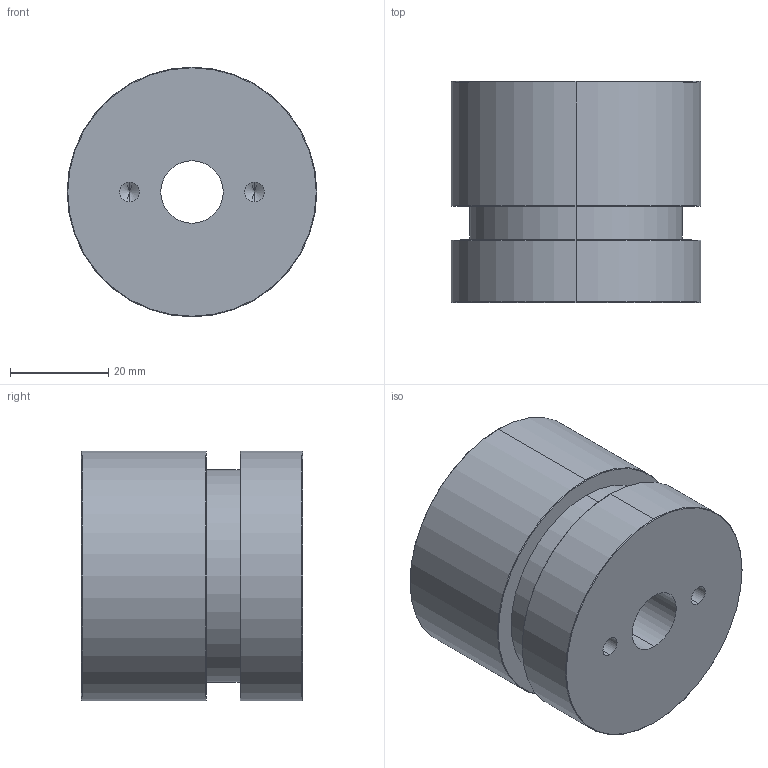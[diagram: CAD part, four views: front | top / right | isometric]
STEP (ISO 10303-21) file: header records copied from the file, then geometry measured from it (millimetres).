
FILE_DESCRIPTION (( 'STEP AP214' ), '1' );
FILE_NAME ('HVCM-051-025-013-01-solid.STEP', '2015-05-20T17:20:32', ( '' ), ( '' ), 'SwSTEP 2.0', 'SolidWorks 2013', '' );
FILE_SCHEMA (( 'AUTOMOTIVE_DESIGN' ));
Length unit declared in the file: millimetre
Products named in the file (1): HVCM-051-025-013-01-solid
Bounding box: 50.8 x 44.96 x 50.8 mm (x, y, z)
Volume: 81218.6 mm3; surface area: 14013 mm2
Topology: 1 solids, 1 shells, 36 faces, 80 edges, 44 vertices
Faces by surface type: cylinder 16, cone 16, plane 4
Entity records: 1264 total; most frequent: DIRECTION 186, CARTESIAN_POINT 153, ORIENTED_EDGE 144, AXIS2_PLACEMENT_3D 77, EDGE_CURVE 72, EDGE_LOOP 44, VERTEX_POINT 44, CIRCLE 40
